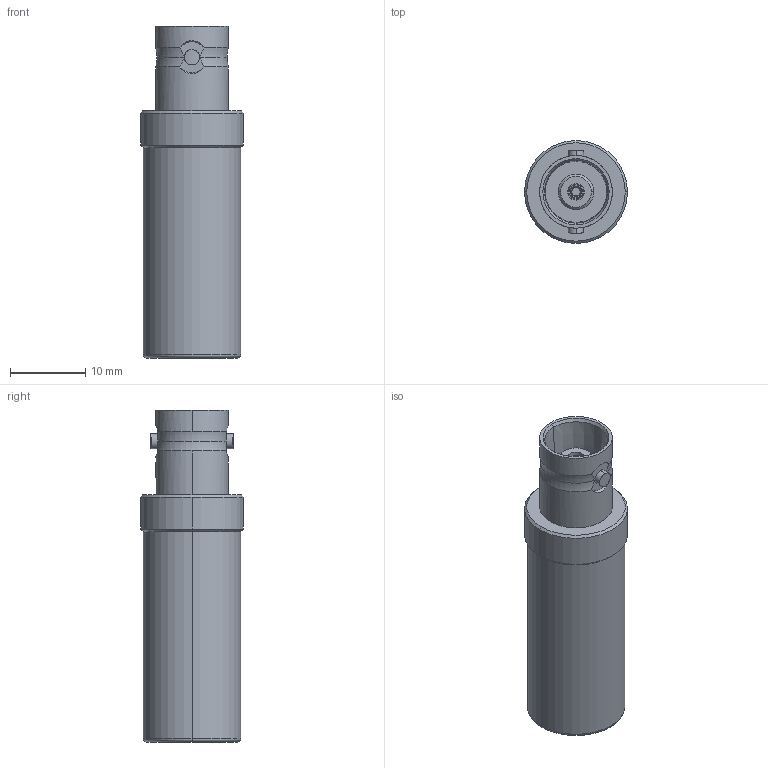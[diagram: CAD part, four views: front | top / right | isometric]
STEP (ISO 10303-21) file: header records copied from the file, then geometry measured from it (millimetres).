
FILE_DESCRIPTION (( 'STEP AP214' ), '1' );
FILE_NAME ('J01008A0802.STEP', '2018-02-28T13:56:01', ( '' ), ( '' ), 'SwSTEP 2.0', 'SolidWorks 2017', '' );
FILE_SCHEMA (( 'AUTOMOTIVE_DESIGN' ));
Length unit declared in the file: millimetre
Products named in the file (1): J01008A0802
Bounding box: 13.7 x 13.7 x 44.2 mm (x, y, z)
Volume: 4198.4 mm3; surface area: 2657.6 mm2
Topology: 1 solids, 1 shells, 146 faces, 364 edges, 237 vertices
Faces by surface type: plane 54, cylinder 38, cone 22, torus 16, bspline 14, sphere 2
Entity records: 6940 total; most frequent: CARTESIAN_POINT 2068, ORIENTED_EDGE 728, DIRECTION 613, EDGE_CURVE 364, AXIS2_PLACEMENT_3D 250, VERTEX_POINT 237, EDGE_LOOP 175, UNCERTAINTY_MEASURE_WITH_UNIT 146
